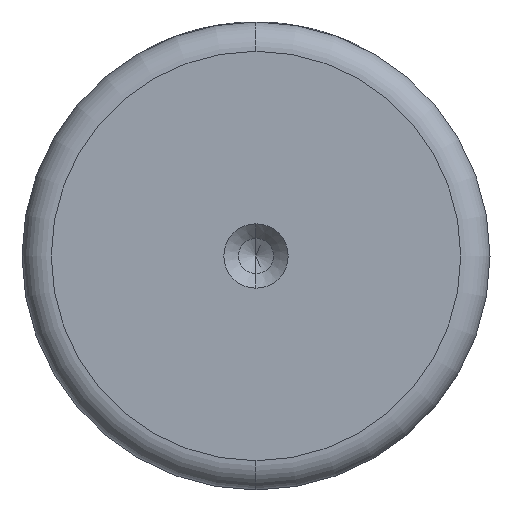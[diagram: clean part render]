
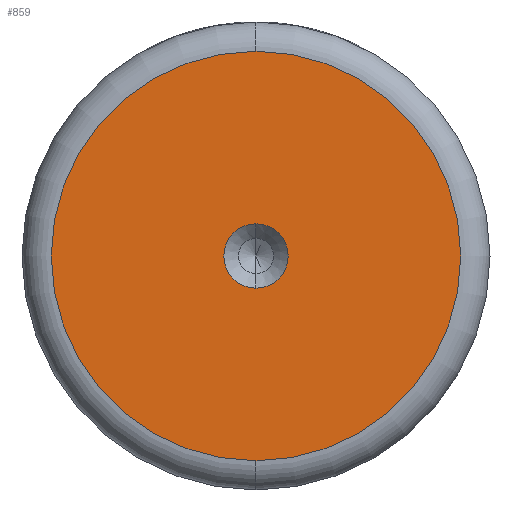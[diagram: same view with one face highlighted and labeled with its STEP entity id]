
A CAD part, left-side view. The second image highlights one B-rep face of the part: STEP entity #859.
In plain terms, the highlighted planar face has unit normal (-1, 0, 0).
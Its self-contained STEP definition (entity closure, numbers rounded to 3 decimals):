
#9 = DIRECTION ( 'NONE',  ( 0., 0., 1. ) ) ;
#22 = CIRCLE ( 'NONE', #596, 21. ) ;
#106 = DIRECTION ( 'NONE',  ( 0., 0., 1. ) ) ;
#204 = ORIENTED_EDGE ( 'NONE', *, *, #941, .T. ) ;
#219 = ORIENTED_EDGE ( 'NONE', *, *, #353, .F. ) ;
#271 = AXIS2_PLACEMENT_3D ( 'NONE', #1370, #704, #9 ) ;
#279 = CARTESIAN_POINT ( 'NONE',  ( 0., 0., -3.3 ) ) ;
#316 = ORIENTED_EDGE ( 'NONE', *, *, #1131, .T. ) ;
#353 = EDGE_CURVE ( 'NONE', #861, #854, #1117, .T. ) ;
#370 = AXIS2_PLACEMENT_3D ( 'NONE', #711, #1269, #613 ) ;
#387 = CARTESIAN_POINT ( 'NONE',  ( 0., 0., 3.3 ) ) ;
#408 = DIRECTION ( 'NONE',  ( -1., 0., 0. ) ) ;
#505 = PLANE ( 'NONE',  #370 ) ;
#596 = AXIS2_PLACEMENT_3D ( 'NONE', #1292, #631, #1405 ) ;
#613 = DIRECTION ( 'NONE',  ( 0., 0., 1. ) ) ;
#631 = DIRECTION ( 'NONE',  ( -1., 0., 0. ) ) ;
#661 = AXIS2_PLACEMENT_3D ( 'NONE', #1457, #785, #106 ) ;
#674 = FACE_OUTER_BOUND ( 'NONE', #1024, .T. ) ;
#704 = DIRECTION ( 'NONE',  ( -1., 0., 0. ) ) ;
#711 = CARTESIAN_POINT ( 'NONE',  ( 0., 0., 0. ) ) ;
#784 = ORIENTED_EDGE ( 'NONE', *, *, #1345, .F. ) ;
#785 = DIRECTION ( 'NONE',  ( -1., 0., 0. ) ) ;
#854 = VERTEX_POINT ( 'NONE', #279 ) ;
#859 = ADVANCED_FACE ( 'NONE', ( #927, #674 ), #505, .T. ) ;
#861 = VERTEX_POINT ( 'NONE', #387 ) ;
#883 = CIRCLE ( 'NONE', #1388, 3.3 ) ;
#927 = FACE_BOUND ( 'NONE', #1095, .T. ) ;
#941 = EDGE_CURVE ( 'NONE', #1418, #1442, #22, .T. ) ;
#1024 = EDGE_LOOP ( 'NONE', ( #204, #316 ) ) ;
#1057 = CARTESIAN_POINT ( 'NONE',  ( 0., 0., 0. ) ) ;
#1085 = CIRCLE ( 'NONE', #661, 21. ) ;
#1095 = EDGE_LOOP ( 'NONE', ( #219, #784 ) ) ;
#1117 = CIRCLE ( 'NONE', #271, 3.3 ) ;
#1131 = EDGE_CURVE ( 'NONE', #1442, #1418, #1085, .T. ) ;
#1172 = DIRECTION ( 'NONE',  ( 0., 0., 1. ) ) ;
#1269 = DIRECTION ( 'NONE',  ( -1., 0., 0. ) ) ;
#1292 = CARTESIAN_POINT ( 'NONE',  ( 0., 0., 0. ) ) ;
#1345 = EDGE_CURVE ( 'NONE', #854, #861, #883, .T. ) ;
#1370 = CARTESIAN_POINT ( 'NONE',  ( 0., 0., 0. ) ) ;
#1388 = AXIS2_PLACEMENT_3D ( 'NONE', #1057, #408, #1172 ) ;
#1405 = DIRECTION ( 'NONE',  ( 0., 0., 1. ) ) ;
#1414 = CARTESIAN_POINT ( 'NONE',  ( 0., 0., 21. ) ) ;
#1418 = VERTEX_POINT ( 'NONE', #1414 ) ;
#1422 = CARTESIAN_POINT ( 'NONE',  ( 0., 0., -21. ) ) ;
#1442 = VERTEX_POINT ( 'NONE', #1422 ) ;
#1457 = CARTESIAN_POINT ( 'NONE',  ( 0., 0., 0. ) ) ;
